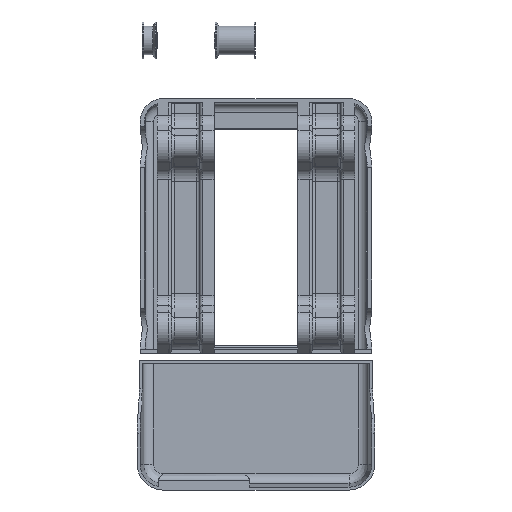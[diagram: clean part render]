
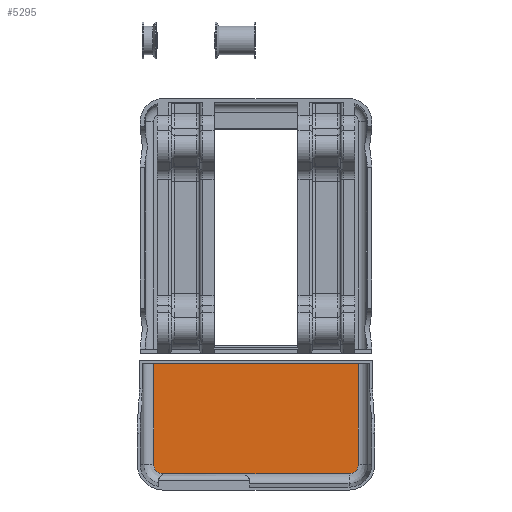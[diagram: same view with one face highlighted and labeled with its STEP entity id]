
A CAD part, top view. The second image highlights one B-rep face of the part: STEP entity #5295.
In plain terms, the highlighted planar face has unit normal (0, 0, 1).
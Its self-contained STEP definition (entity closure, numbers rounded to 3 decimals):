
#177=PLANE('',#5928);
#514=FACE_OUTER_BOUND('',#848,.T.);
#848=EDGE_LOOP('',(#4749,#4750,#4751,#4752,#4753,#4754));
#1185=CIRCLE('',#5897,6.607);
#1192=CIRCLE('',#5924,6.607);
#1618=LINE('',#9412,#2037);
#1620=LINE('',#9418,#2039);
#1621=LINE('',#9435,#2040);
#1622=LINE('',#9437,#2041);
#2037=VECTOR('',#7533,10.);
#2039=VECTOR('',#7539,10.);
#2040=VECTOR('',#7550,10.);
#2041=VECTOR('',#7553,10.);
#2506=VERTEX_POINT('',#9335);
#2507=VERTEX_POINT('',#9337);
#2532=VERTEX_POINT('',#9409);
#2534=VERTEX_POINT('',#9416);
#2535=VERTEX_POINT('',#9428);
#2536=VERTEX_POINT('',#9433);
#3242=EDGE_CURVE('',#2507,#2506,#1185,.T.);
#3280=EDGE_CURVE('',#2532,#2507,#1618,.T.);
#3283=EDGE_CURVE('',#2506,#2534,#1620,.T.);
#3285=EDGE_CURVE('',#2534,#2535,#1192,.T.);
#3288=EDGE_CURVE('',#2535,#2536,#1621,.T.);
#3289=EDGE_CURVE('',#2536,#2532,#1622,.T.);
#4749=ORIENTED_EDGE('',*,*,#3288,.T.);
#4750=ORIENTED_EDGE('',*,*,#3289,.T.);
#4751=ORIENTED_EDGE('',*,*,#3280,.T.);
#4752=ORIENTED_EDGE('',*,*,#3242,.T.);
#4753=ORIENTED_EDGE('',*,*,#3283,.T.);
#4754=ORIENTED_EDGE('',*,*,#3285,.T.);
#5295=ADVANCED_FACE('',(#514),#177,.T.);
#5897=AXIS2_PLACEMENT_3D('',#9338,#7460,#7461);
#5924=AXIS2_PLACEMENT_3D('',#9430,#7542,#7543);
#5928=AXIS2_PLACEMENT_3D('',#9436,#7551,#7552);
#7460=DIRECTION('center_axis',(0.,0.,1.));
#7461=DIRECTION('ref_axis',(-0.707,-0.707,0.));
#7533=DIRECTION('',(0.,-1.,0.));
#7539=DIRECTION('',(1.,0.,0.));
#7542=DIRECTION('center_axis',(0.,0.,1.));
#7543=DIRECTION('ref_axis',(0.707,-0.707,0.));
#7550=DIRECTION('',(0.,1.,0.));
#7551=DIRECTION('center_axis',(0.,0.,1.));
#7552=DIRECTION('ref_axis',(1.,0.,0.));
#7553=DIRECTION('',(-1.,0.,0.));
#9335=CARTESIAN_POINT('',(17.107,-84.607,2.));
#9337=CARTESIAN_POINT('',(10.5,-78.,2.));
#9338=CARTESIAN_POINT('Origin',(17.107,-78.,2.));
#9409=CARTESIAN_POINT('',(10.5,-7.,2.));
#9412=CARTESIAN_POINT('',(10.5,-26.373,2.));
#9416=CARTESIAN_POINT('',(147.893,-84.607,2.));
#9418=CARTESIAN_POINT('',(49.804,-84.607,2.));
#9428=CARTESIAN_POINT('',(154.5,-78.,2.));
#9430=CARTESIAN_POINT('Origin',(147.893,-78.,2.));
#9433=CARTESIAN_POINT('',(154.5,-7.,2.));
#9435=CARTESIAN_POINT('',(154.5,-62.873,2.));
#9436=CARTESIAN_POINT('Origin',(82.5,-47.746,2.));
#9437=CARTESIAN_POINT('',(122.696,-7.,2.));
